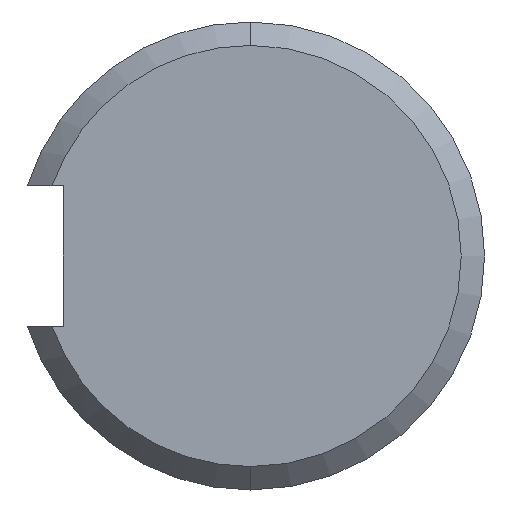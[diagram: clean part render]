
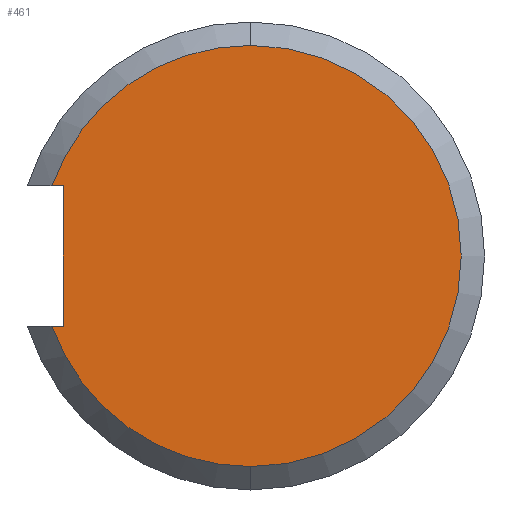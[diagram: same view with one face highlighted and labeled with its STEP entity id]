
A CAD part, front view. The second image highlights one B-rep face of the part: STEP entity #461.
In plain terms, the highlighted planar face has unit normal (0, -1, 0).
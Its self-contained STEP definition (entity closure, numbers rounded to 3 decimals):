
#4 = CARTESIAN_POINT ( 'NONE',  ( 0., 0., 0. ) ) ;
#6 = EDGE_CURVE ( 'NONE', #29, #345, #98, .T. ) ;
#11 = EDGE_CURVE ( 'NONE', #263, #509, #511, .T. ) ;
#13 = AXIS2_PLACEMENT_3D ( 'NONE', #158, #280, #124 ) ;
#17 = CARTESIAN_POINT ( 'NONE',  ( -8., 0., 3. ) ) ;
#25 = EDGE_LOOP ( 'NONE', ( #90, #119, #487, #190, #140, #298 ) ) ;
#29 = VERTEX_POINT ( 'NONE', #480 ) ;
#60 = CARTESIAN_POINT ( 'NONE',  ( 0., 0., 0. ) ) ;
#85 = AXIS2_PLACEMENT_3D ( 'NONE', #60, #220, #376 ) ;
#90 = ORIENTED_EDGE ( 'NONE', *, *, #138, .T. ) ;
#98 = CIRCLE ( 'NONE', #13, 9. ) ;
#106 = LINE ( 'NONE', #187, #130 ) ;
#119 = ORIENTED_EDGE ( 'NONE', *, *, #409, .T. ) ;
#123 = DIRECTION ( 'NONE',  ( -1., 0., 0. ) ) ;
#124 = DIRECTION ( 'NONE',  ( 0., 0., 1. ) ) ;
#130 = VECTOR ( 'NONE', #382, 1000. ) ;
#138 = EDGE_CURVE ( 'NONE', #306, #422, #368, .T. ) ;
#140 = ORIENTED_EDGE ( 'NONE', *, *, #11, .F. ) ;
#147 = VECTOR ( 'NONE', #257, 1000. ) ;
#158 = CARTESIAN_POINT ( 'NONE',  ( 0., 0., 0. ) ) ;
#160 = CARTESIAN_POINT ( 'NONE',  ( -12., 0., 3. ) ) ;
#166 = CARTESIAN_POINT ( 'NONE',  ( 0., 0., 0. ) ) ;
#187 = CARTESIAN_POINT ( 'NONE',  ( -8., 0., -3. ) ) ;
#190 = ORIENTED_EDGE ( 'NONE', *, *, #254, .T. ) ;
#220 = DIRECTION ( 'NONE',  ( 0., -1., 0. ) ) ;
#237 = DIRECTION ( 'NONE',  ( 0., -1., 0. ) ) ;
#254 = EDGE_CURVE ( 'NONE', #345, #509, #316, .T. ) ;
#257 = DIRECTION ( 'NONE',  ( -1., 0., 0. ) ) ;
#263 = VERTEX_POINT ( 'NONE', #17 ) ;
#275 = DIRECTION ( 'NONE',  ( 0., 0., 1. ) ) ;
#280 = DIRECTION ( 'NONE',  ( 0., -1., 0. ) ) ;
#295 = EDGE_CURVE ( 'NONE', #306, #263, #106, .T. ) ;
#298 = ORIENTED_EDGE ( 'NONE', *, *, #295, .F. ) ;
#306 = VERTEX_POINT ( 'NONE', #343 ) ;
#307 = CARTESIAN_POINT ( 'NONE',  ( 0., 0., 9. ) ) ;
#316 = CIRCLE ( 'NONE', #85, 9. ) ;
#327 = DIRECTION ( 'NONE',  ( 0., 0., 1. ) ) ;
#331 = CARTESIAN_POINT ( 'NONE',  ( -8.485, 0., 3. ) ) ;
#343 = CARTESIAN_POINT ( 'NONE',  ( -8., 0., -3. ) ) ;
#345 = VERTEX_POINT ( 'NONE', #307 ) ;
#368 = LINE ( 'NONE', #405, #147 ) ;
#376 = DIRECTION ( 'NONE',  ( 0., 0., 1. ) ) ;
#381 = VECTOR ( 'NONE', #123, 1000. ) ;
#382 = DIRECTION ( 'NONE',  ( 0., 0., 1. ) ) ;
#402 = FACE_OUTER_BOUND ( 'NONE', #25, .T. ) ;
#405 = CARTESIAN_POINT ( 'NONE',  ( 0., 0., -3. ) ) ;
#409 = EDGE_CURVE ( 'NONE', #422, #29, #494, .T. ) ;
#422 = VERTEX_POINT ( 'NONE', #432 ) ;
#432 = CARTESIAN_POINT ( 'NONE',  ( -8.485, 0., -3. ) ) ;
#439 = PLANE ( 'NONE',  #462 ) ;
#461 = ADVANCED_FACE ( 'NONE', ( #402 ), #439, .F. ) ;
#462 = AXIS2_PLACEMENT_3D ( 'NONE', #166, #477, #327 ) ;
#477 = DIRECTION ( 'NONE',  ( 0., 1., 0. ) ) ;
#480 = CARTESIAN_POINT ( 'NONE',  ( 0., 0., -9. ) ) ;
#486 = AXIS2_PLACEMENT_3D ( 'NONE', #4, #237, #275 ) ;
#487 = ORIENTED_EDGE ( 'NONE', *, *, #6, .T. ) ;
#494 = CIRCLE ( 'NONE', #486, 9. ) ;
#509 = VERTEX_POINT ( 'NONE', #331 ) ;
#511 = LINE ( 'NONE', #160, #381 ) ;
